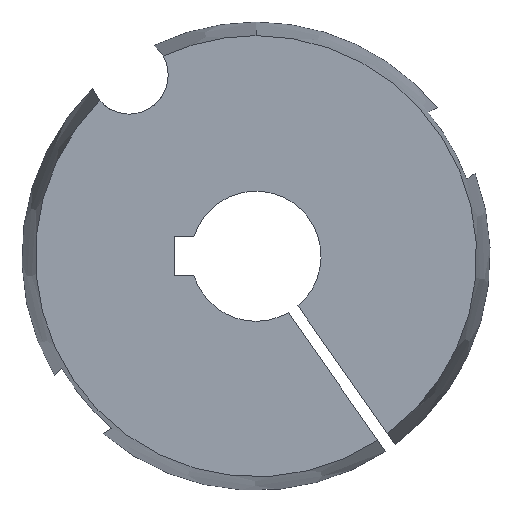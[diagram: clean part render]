
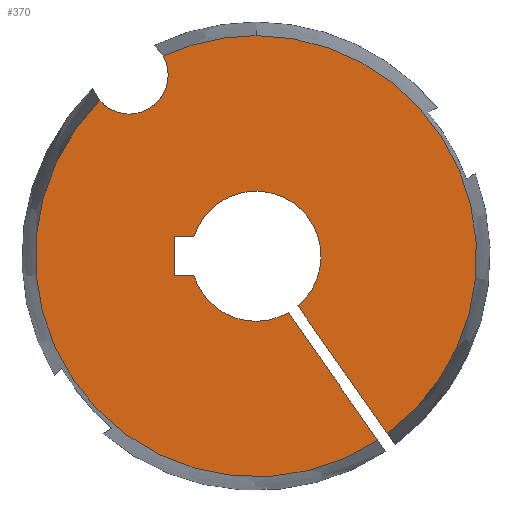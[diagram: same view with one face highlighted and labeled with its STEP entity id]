
A CAD part, left-side view. The second image highlights one B-rep face of the part: STEP entity #370.
In plain terms, the highlighted planar face has unit normal (-1, 0, 0).
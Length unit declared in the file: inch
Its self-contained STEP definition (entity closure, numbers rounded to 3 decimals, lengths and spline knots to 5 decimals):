
#9 = EDGE_CURVE ( 'NONE', #529, #18, #822, .T. ) ;
#13 = VERTEX_POINT ( 'NONE', #555 ) ;
#18 = VERTEX_POINT ( 'NONE', #225 ) ;
#21 = EDGE_CURVE ( 'NONE', #231, #530, #625, .T. ) ;
#23 = CIRCLE ( 'NONE', #160, 0.3125 ) ;
#24 = DIRECTION ( 'NONE',  ( 0., 0., -1. ) ) ;
#30 = EDGE_LOOP ( 'NONE', ( #700, #76, #464, #771, #54, #156, #584, #152, #335, #688, #224, #469, #791 ) ) ;
#39 = CARTESIAN_POINT ( 'NONE',  ( -1., 0., 1.05997 ) ) ;
#41 = VERTEX_POINT ( 'NONE', #576 ) ;
#47 = DIRECTION ( 'NONE',  ( -1., 0., 0. ) ) ;
#54 = ORIENTED_EDGE ( 'NONE', *, *, #351, .T. ) ;
#75 = CARTESIAN_POINT ( 'NONE',  ( -1., -0.58472, -0.8841 ) ) ;
#76 = ORIENTED_EDGE ( 'NONE', *, *, #466, .T. ) ;
#77 = VERTEX_POINT ( 'NONE', #291 ) ;
#78 = DIRECTION ( 'NONE',  ( -1., 0., 0. ) ) ;
#91 = VERTEX_POINT ( 'NONE', #846 ) ;
#103 = DIRECTION ( 'NONE',  ( 0., 0., -1. ) ) ;
#116 = PLANE ( 'NONE',  #682 ) ;
#122 = CARTESIAN_POINT ( 'NONE',  ( -1., 0.44569, 0.96171 ) ) ;
#130 = CARTESIAN_POINT ( 'NONE',  ( -1., 0., 0. ) ) ;
#152 = ORIENTED_EDGE ( 'NONE', *, *, #636, .F. ) ;
#156 = ORIENTED_EDGE ( 'NONE', *, *, #157, .T. ) ;
#157 = EDGE_CURVE ( 'NONE', #628, #77, #760, .T. ) ;
#160 = AXIS2_PLACEMENT_3D ( 'NONE', #660, #255, #725 ) ;
#165 = AXIS2_PLACEMENT_3D ( 'NONE', #824, #397, #24 ) ;
#168 = VERTEX_POINT ( 'NONE', #39 ) ;
#173 = DIRECTION ( 'NONE',  ( 0., 0.574, 0.819 ) ) ;
#187 = DIRECTION ( 'NONE',  ( -1., 0., 0. ) ) ;
#195 = DIRECTION ( 'NONE',  ( 0., 0., -1. ) ) ;
#199 = CIRCLE ( 'NONE', #566, 1.05997 ) ;
#217 = VERTEX_POINT ( 'NONE', #363 ) ;
#221 = AXIS2_PLACEMENT_3D ( 'NONE', #253, #723, #311 ) ;
#224 = ORIENTED_EDGE ( 'NONE', *, *, #395, .T. ) ;
#225 = CARTESIAN_POINT ( 'NONE',  ( -1., 0.29811, 0.09375 ) ) ;
#226 = VECTOR ( 'NONE', #103, 39.37008 ) ;
#231 = VERTEX_POINT ( 'NONE', #122 ) ;
#233 = EDGE_CURVE ( 'NONE', #77, #91, #484, .T. ) ;
#234 = CARTESIAN_POINT ( 'NONE',  ( -1., -0.20155, -0.23881 ) ) ;
#248 = CARTESIAN_POINT ( 'NONE',  ( -1., 0., 0. ) ) ;
#251 = CARTESIAN_POINT ( 'NONE',  ( -1., 0.03131, 0.09375 ) ) ;
#253 = CARTESIAN_POINT ( 'NONE',  ( -1., 0.60942, 0.87035 ) ) ;
#255 = DIRECTION ( 'NONE',  ( 1., 0., 0. ) ) ;
#266 = LINE ( 'NONE', #289, #226 ) ;
#289 = CARTESIAN_POINT ( 'NONE',  ( -1., 0.39037, 0.09375 ) ) ;
#291 = CARTESIAN_POINT ( 'NONE',  ( -1., 0.29809, -0.0938 ) ) ;
#297 = CARTESIAN_POINT ( 'NONE',  ( -1., 0., 0. ) ) ;
#304 = CARTESIAN_POINT ( 'NONE',  ( -1., 0.35912, -0.0938 ) ) ;
#305 = DIRECTION ( 'NONE',  ( 0., 0., 1. ) ) ;
#311 = DIRECTION ( 'NONE',  ( 0., 0., -1. ) ) ;
#335 = ORIENTED_EDGE ( 'NONE', *, *, #9, .T. ) ;
#344 = CIRCLE ( 'NONE', #666, 1.05997 ) ;
#350 = VECTOR ( 'NONE', #173, 39.37008 ) ;
#351 = EDGE_CURVE ( 'NONE', #13, #628, #782, .T. ) ;
#362 = DIRECTION ( 'NONE',  ( 0., 0., -1. ) ) ;
#363 = CARTESIAN_POINT ( 'NONE',  ( -1., -0.6308, -0.85184 ) ) ;
#367 = VECTOR ( 'NONE', #634, 39.37008 ) ;
#369 = DIRECTION ( 'NONE',  ( 0., -0.574, -0.819 ) ) ;
#370 = ADVANCED_FACE ( 'NONE', ( #747 ), #116, .T. ) ;
#395 = EDGE_CURVE ( 'NONE', #623, #217, #633, .T. ) ;
#397 = DIRECTION ( 'NONE',  ( 1., 0., 0. ) ) ;
#409 = EDGE_CURVE ( 'NONE', #217, #168, #816, .T. ) ;
#411 = CARTESIAN_POINT ( 'NONE',  ( -1., 0., 0. ) ) ;
#413 = CARTESIAN_POINT ( 'NONE',  ( -1., 0., -0.3125 ) ) ;
#423 = CARTESIAN_POINT ( 'NONE',  ( -1., 0.39037, 0.09375 ) ) ;
#430 = DIRECTION ( 'NONE',  ( 0., 1., 0. ) ) ;
#456 = CARTESIAN_POINT ( 'NONE',  ( -1., 0., 0. ) ) ;
#464 = ORIENTED_EDGE ( 'NONE', *, *, #593, .T. ) ;
#466 = EDGE_CURVE ( 'NONE', #530, #41, #548, .T. ) ;
#469 = ORIENTED_EDGE ( 'NONE', *, *, #409, .T. ) ;
#484 = LINE ( 'NONE', #304, #552 ) ;
#493 = DIRECTION ( 'NONE',  ( 0., 0., 1. ) ) ;
#529 = VERTEX_POINT ( 'NONE', #423 ) ;
#530 = VERTEX_POINT ( 'NONE', #645 ) ;
#535 = DIRECTION ( 'NONE',  ( 0., 0., 1. ) ) ;
#542 = VECTOR ( 'NONE', #369, 39.37008 ) ;
#545 = AXIS2_PLACEMENT_3D ( 'NONE', #297, #779, #362 ) ;
#548 = CIRCLE ( 'NONE', #221, 0.1875 ) ;
#552 = VECTOR ( 'NONE', #430, 39.37008 ) ;
#555 = CARTESIAN_POINT ( 'NONE',  ( -1., -0.15548, -0.27108 ) ) ;
#558 = LINE ( 'NONE', #766, #350 ) ;
#566 = AXIS2_PLACEMENT_3D ( 'NONE', #456, #78, #535 ) ;
#576 = CARTESIAN_POINT ( 'NONE',  ( -1., 0.75128, 0.74774 ) ) ;
#578 = CARTESIAN_POINT ( 'NONE',  ( -1., 0., 0. ) ) ;
#584 = ORIENTED_EDGE ( 'NONE', *, *, #233, .T. ) ;
#587 = DIRECTION ( 'NONE',  ( 1., 0., 0. ) ) ;
#593 = EDGE_CURVE ( 'NONE', #41, #833, #344, .T. ) ;
#620 = EDGE_CURVE ( 'NONE', #833, #13, #558, .T. ) ;
#623 = VERTEX_POINT ( 'NONE', #234 ) ;
#625 = CIRCLE ( 'NONE', #165, 0.1875 ) ;
#628 = VERTEX_POINT ( 'NONE', #413 ) ;
#633 = LINE ( 'NONE', #251, #542 ) ;
#634 = DIRECTION ( 'NONE',  ( 0., -1., 0. ) ) ;
#636 = EDGE_CURVE ( 'NONE', #529, #91, #266, .T. ) ;
#645 = CARTESIAN_POINT ( 'NONE',  ( -1., 0.60942, 0.68285 ) ) ;
#652 = DIRECTION ( 'NONE',  ( 0., 0., 1. ) ) ;
#660 = CARTESIAN_POINT ( 'NONE',  ( -1., 0., 0. ) ) ;
#666 = AXIS2_PLACEMENT_3D ( 'NONE', #411, #47, #493 ) ;
#681 = EDGE_CURVE ( 'NONE', #168, #231, #199, .T. ) ;
#682 = AXIS2_PLACEMENT_3D ( 'NONE', #248, #716, #305 ) ;
#688 = ORIENTED_EDGE ( 'NONE', *, *, #730, .T. ) ;
#691 = AXIS2_PLACEMENT_3D ( 'NONE', #130, #587, #195 ) ;
#700 = ORIENTED_EDGE ( 'NONE', *, *, #21, .T. ) ;
#716 = DIRECTION ( 'NONE',  ( -1., 0., 0. ) ) ;
#722 = AXIS2_PLACEMENT_3D ( 'NONE', #578, #187, #652 ) ;
#723 = DIRECTION ( 'NONE',  ( 1., 0., 0. ) ) ;
#725 = DIRECTION ( 'NONE',  ( 0., 0., -1. ) ) ;
#730 = EDGE_CURVE ( 'NONE', #18, #623, #23, .T. ) ;
#747 = FACE_OUTER_BOUND ( 'NONE', #30, .T. ) ;
#756 = CARTESIAN_POINT ( 'NONE',  ( -1., 0.35912, 0.09375 ) ) ;
#760 = CIRCLE ( 'NONE', #691, 0.3125 ) ;
#766 = CARTESIAN_POINT ( 'NONE',  ( -1., -0.62203, -0.93739 ) ) ;
#771 = ORIENTED_EDGE ( 'NONE', *, *, #620, .T. ) ;
#779 = DIRECTION ( 'NONE',  ( 1., 0., 0. ) ) ;
#782 = CIRCLE ( 'NONE', #545, 0.3125 ) ;
#791 = ORIENTED_EDGE ( 'NONE', *, *, #681, .T. ) ;
#816 = CIRCLE ( 'NONE', #722, 1.05997 ) ;
#822 = LINE ( 'NONE', #756, #367 ) ;
#824 = CARTESIAN_POINT ( 'NONE',  ( -1., 0.60942, 0.87035 ) ) ;
#833 = VERTEX_POINT ( 'NONE', #75 ) ;
#846 = CARTESIAN_POINT ( 'NONE',  ( -1., 0.39037, -0.0938 ) ) ;
